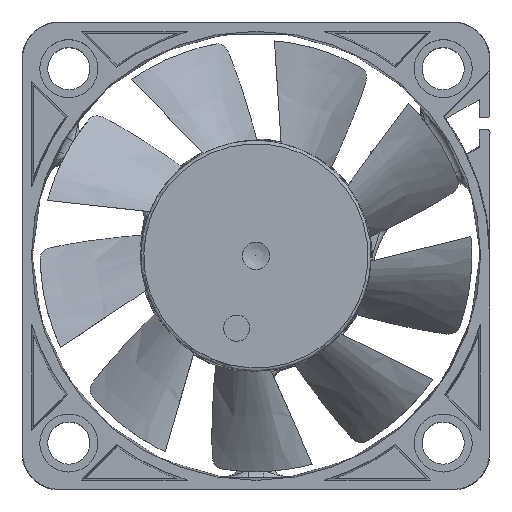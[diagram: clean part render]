
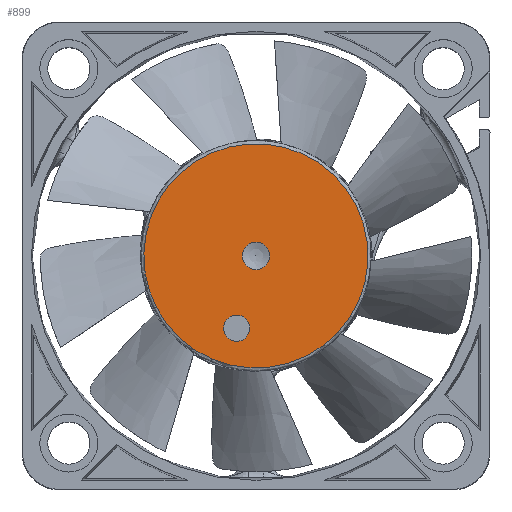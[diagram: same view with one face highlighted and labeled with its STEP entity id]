
A CAD part, top view. The second image highlights one B-rep face of the part: STEP entity #899.
In plain terms, the highlighted planar face has unit normal (0, 0, 1).
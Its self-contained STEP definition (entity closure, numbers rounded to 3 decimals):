
#899=ADVANCED_FACE('',(#1351,#1387,#1352),#1242,.F.);
#1242=PLANE('',#5839);
#1351=FACE_BOUND('',#1730,.T.);
#1352=FACE_BOUND('',#1732,.T.);
#1387=FACE_OUTER_BOUND('',#1731,.T.);
#1730=EDGE_LOOP('',(#2518));
#1731=EDGE_LOOP('',(#2519,#2520,#2521));
#1732=EDGE_LOOP('',(#2522,#2523));
#2518=ORIENTED_EDGE('',*,*,#4757,.T.);
#2519=ORIENTED_EDGE('',*,*,#4752,.F.);
#2520=ORIENTED_EDGE('',*,*,#4751,.F.);
#2521=ORIENTED_EDGE('',*,*,#4756,.F.);
#2522=ORIENTED_EDGE('',*,*,#4758,.F.);
#2523=ORIENTED_EDGE('',*,*,#4759,.F.);
#4205=VERTEX_POINT('',#8018);
#4206=VERTEX_POINT('',#8020);
#4207=VERTEX_POINT('',#8022);
#4209=VERTEX_POINT('',#8031);
#4210=VERTEX_POINT('',#8033);
#4211=VERTEX_POINT('',#8034);
#4751=EDGE_CURVE('',#4205,#4206,#5573,.T.);
#4752=EDGE_CURVE('',#4206,#4207,#5574,.T.);
#4756=EDGE_CURVE('',#4207,#4205,#5578,.T.);
#4757=EDGE_CURVE('',#4209,#4209,#5579,.T.);
#4758=EDGE_CURVE('',#4210,#4211,#5580,.T.);
#4759=EDGE_CURVE('',#4211,#4210,#5581,.T.);
#5573=CIRCLE('',#5828,11.981);
#5574=CIRCLE('',#5829,11.981);
#5578=CIRCLE('',#5834,11.981);
#5579=CIRCLE('',#5836,1.47);
#5580=CIRCLE('',#5837,1.4);
#5581=CIRCLE('',#5838,1.4);
#5828=AXIS2_PLACEMENT_3D('',#8019,#6411,#6412);
#5829=AXIS2_PLACEMENT_3D('',#8021,#6413,#6414);
#5834=AXIS2_PLACEMENT_3D('',#8028,#6423,#6424);
#5836=AXIS2_PLACEMENT_3D('',#8030,#6427,#6428);
#5837=AXIS2_PLACEMENT_3D('',#8032,#6429,#6430);
#5838=AXIS2_PLACEMENT_3D('',#8035,#6431,#6432);
#5839=AXIS2_PLACEMENT_3D('',#8036,#6433,#6434);
#6411=DIRECTION('',(0.,0.,-1.));
#6412=DIRECTION('',(-0.891,-0.454,0.));
#6413=DIRECTION('',(0.,0.,-1.));
#6414=DIRECTION('',(0.402,0.916,0.));
#6423=DIRECTION('',(0.,0.,-1.));
#6424=DIRECTION('',(-0.391,-0.921,0.));
#6427=DIRECTION('',(0.,0.,-1.));
#6428=DIRECTION('',(-1.,0.,0.));
#6429=DIRECTION('',(0.,0.,1.));
#6430=DIRECTION('',(0.,1.,0.));
#6431=DIRECTION('',(0.,0.,1.));
#6432=DIRECTION('',(0.,-1.,0.));
#6433=DIRECTION('',(0.,0.,-1.));
#6434=DIRECTION('',(-1.,0.,0.));
#8018=CARTESIAN_POINT('',(-10.675,-5.439,11.));
#8019=CARTESIAN_POINT('',(0.,0.,11.));
#8020=CARTESIAN_POINT('',(4.814,10.972,11.));
#8021=CARTESIAN_POINT('',(0.,0.,11.));
#8022=CARTESIAN_POINT('',(-4.681,-11.029,11.));
#8028=CARTESIAN_POINT('',(0.,0.,11.));
#8030=CARTESIAN_POINT('',(0.,0.,11.));
#8031=CARTESIAN_POINT('',(-1.47,0.,11.));
#8032=CARTESIAN_POINT('',(-2.071,-7.727,11.));
#8033=CARTESIAN_POINT('',(-2.071,-6.327,11.));
#8034=CARTESIAN_POINT('',(-2.071,-9.127,11.));
#8035=CARTESIAN_POINT('',(-2.071,-7.727,11.));
#8036=CARTESIAN_POINT('',(0.,0.,11.));
